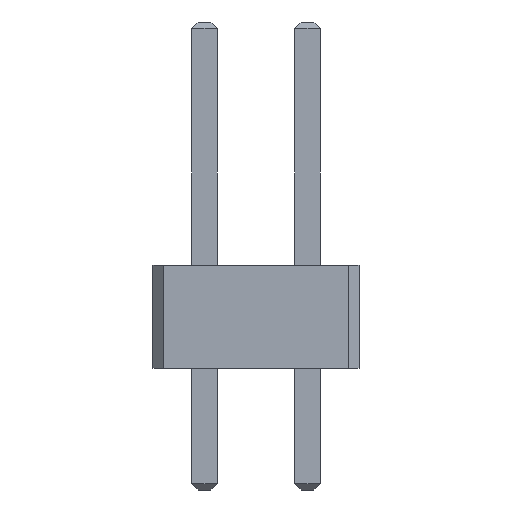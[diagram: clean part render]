
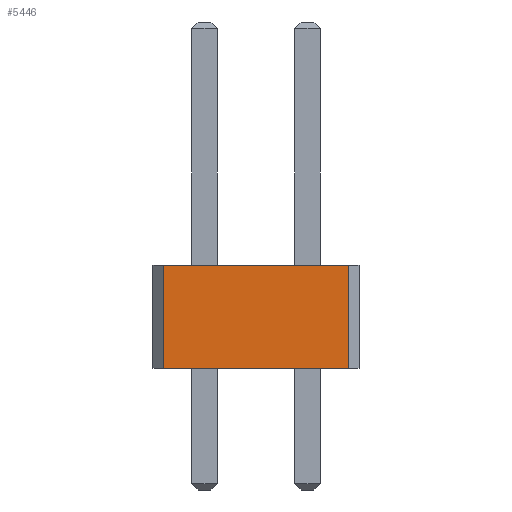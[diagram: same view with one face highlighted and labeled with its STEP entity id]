
A CAD part, front view. The second image highlights one B-rep face of the part: STEP entity #5446.
In plain terms, the highlighted planar face has unit normal (0, -1, 0).
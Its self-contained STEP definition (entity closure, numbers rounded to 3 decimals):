
#12=DIRECTION('',(0.,0.,1.));
#26=VECTOR('',#12,1.);
#88=DIRECTION('',(1.,0.,0.));
#442=VERTEX_POINT('',#443);
#443=CARTESIAN_POINT('',(-1.016,-59.69,0.));
#446=EDGE_CURVE('',#442,#447,#449,.T.);
#447=VERTEX_POINT('',#448);
#448=CARTESIAN_POINT('',(3.556,-59.69,0.));
#449=LINE('',#443,#450);
#450=VECTOR('',#88,1.);
#464=DIRECTION('',(0.,1.,0.));
#2419=VERTEX_POINT('',#2420);
#2420=CARTESIAN_POINT('',(-1.016,-59.69,2.54));
#2422=ORIENTED_EDGE('',*,*,#2423,.T.);
#2423=EDGE_CURVE('',#2419,#2424,#2426,.T.);
#2424=VERTEX_POINT('',#2425);
#2425=CARTESIAN_POINT('',(3.556,-59.69,2.54));
#2426=LINE('',#2420,#450);
#5431=EDGE_CURVE('',#442,#2419,#5432,.T.);
#5432=LINE('',#443,#26);
#5446=ADVANCED_FACE('',(#5447),#5454,.F.);
#5447=FACE_BOUND('',#5448,.F.);
#5448=EDGE_LOOP('',(#5449,#2422,#5450,#5453));
#5449=ORIENTED_EDGE('',*,*,#5431,.T.);
#5450=ORIENTED_EDGE('',*,*,#5451,.F.);
#5451=EDGE_CURVE('',#447,#2424,#5452,.T.);
#5452=LINE('',#448,#26);
#5453=ORIENTED_EDGE('',*,*,#446,.F.);
#5454=PLANE('',#5455);
#5455=AXIS2_PLACEMENT_3D('',#443,#464,#88);
